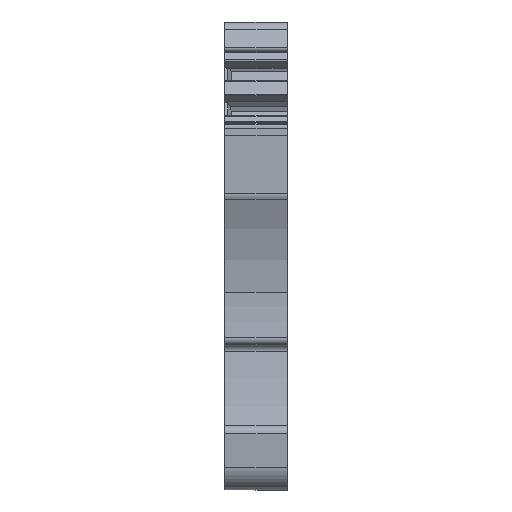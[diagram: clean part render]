
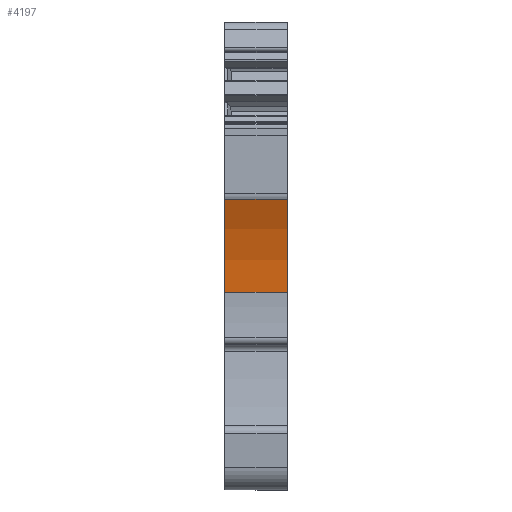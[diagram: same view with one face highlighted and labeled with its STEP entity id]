
A CAD part, front view. The second image highlights one B-rep face of the part: STEP entity #4197.
In plain terms, the highlighted cylindrical face has radius 20 mm (diameter 40 mm), a partial arc.
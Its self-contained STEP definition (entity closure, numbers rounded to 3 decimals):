
#4170=AXIS2_PLACEMENT_3D('Cylinder Axis2P3D',#4167,#4168,#4169) ;
#4174=AXIS2_PLACEMENT_3D('Circle Axis2P3D',#4172,#4173,$) ;
#4181=AXIS2_PLACEMENT_3D('Circle Axis2P3D',#4179,#4180,$) ;
#4144=CARTESIAN_POINT('Vertex',(0.,1.884,16.2)) ;
#4151=CARTESIAN_POINT('Vertex',(5.1,1.884,16.2)) ;
#4154=CARTESIAN_POINT('Line Origine',(2.55,1.884,16.2)) ;
#4167=CARTESIAN_POINT('Axis2P3D Location',(2.55,-18.105,15.54)) ;
#4172=CARTESIAN_POINT('Axis2P3D Location',(0.,-18.105,15.54)) ;
#4176=CARTESIAN_POINT('Vertex',(0.,0.09,23.842)) ;
#4179=CARTESIAN_POINT('Axis2P3D Location',(5.1,-18.105,15.54)) ;
#4183=CARTESIAN_POINT('Vertex',(5.1,0.09,23.842)) ;
#4186=CARTESIAN_POINT('Line Origine',(2.55,0.09,23.842)) ;
#4155=DIRECTION('Vector Direction',(1.,0.,0.)) ;
#4168=DIRECTION('Axis2P3D Direction',(-1.,0.,0.)) ;
#4169=DIRECTION('Axis2P3D XDirection',(0.,0.91,0.415)) ;
#4173=DIRECTION('Axis2P3D Direction',(-1.,0.,0.)) ;
#4180=DIRECTION('Axis2P3D Direction',(-1.,0.,0.)) ;
#4187=DIRECTION('Vector Direction',(-1.,0.,0.)) ;
#4156=VECTOR('Line Direction',#4155,1.) ;
#4188=VECTOR('Line Direction',#4187,1.) ;
#4192=ORIENTED_EDGE('',*,*,#4178,.T.) ;
#4193=ORIENTED_EDGE('',*,*,#4158,.F.) ;
#4194=ORIENTED_EDGE('',*,*,#4185,.F.) ;
#4195=ORIENTED_EDGE('',*,*,#4190,.T.) ;
#4197=ADVANCED_FACE('V1',(#4196),#4171,.F.) ;
#4175=CIRCLE('generated circle',#4174,20.) ;
#4182=CIRCLE('generated circle',#4181,20.) ;
#4171=CYLINDRICAL_SURFACE('generated cylinder',#4170,20.) ;
#4158=EDGE_CURVE('',#4152,#4145,#4157,.F.) ;
#4178=EDGE_CURVE('',#4177,#4145,#4175,.T.) ;
#4185=EDGE_CURVE('',#4184,#4152,#4182,.T.) ;
#4190=EDGE_CURVE('',#4184,#4177,#4189,.T.) ;
#4191=EDGE_LOOP('',(#4192,#4193,#4194,#4195)) ;
#4196=FACE_OUTER_BOUND('',#4191,.T.) ;
#4157=LINE('Line',#4154,#4156) ;
#4189=LINE('Line',#4186,#4188) ;
#4145=VERTEX_POINT('',#4144) ;
#4152=VERTEX_POINT('',#4151) ;
#4177=VERTEX_POINT('',#4176) ;
#4184=VERTEX_POINT('',#4183) ;
